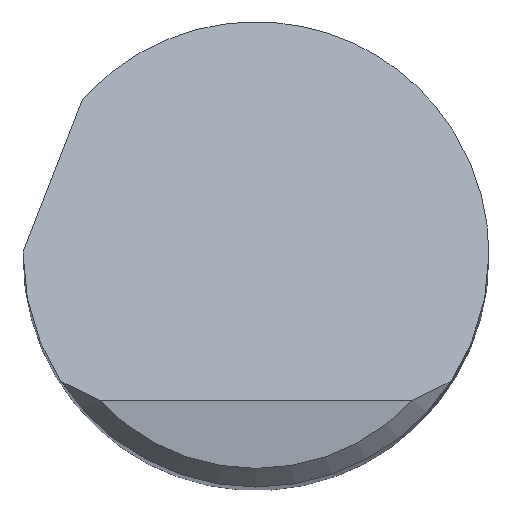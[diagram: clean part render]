
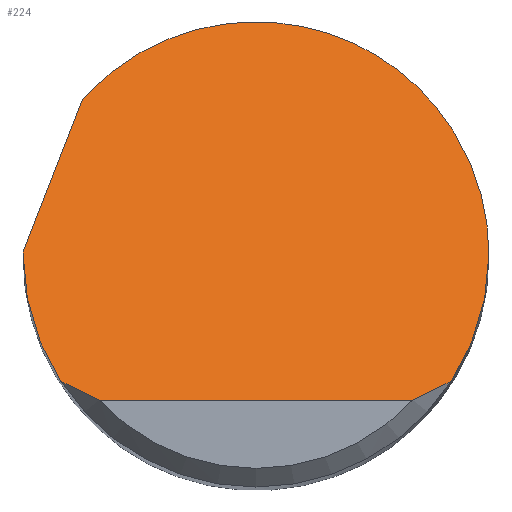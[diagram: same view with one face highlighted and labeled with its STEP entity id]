
A CAD part, top view. The second image highlights one B-rep face of the part: STEP entity #224.
In plain terms, the highlighted planar face has unit normal (0, 0.707, 0.707).
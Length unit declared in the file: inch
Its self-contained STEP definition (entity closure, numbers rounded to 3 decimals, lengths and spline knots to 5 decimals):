
#1 = CARTESIAN_POINT ( 'NONE',  ( -0.1875, 0., 1.8825 ) ) ;
#18 = B_SPLINE_CURVE_WITH_KNOTS ( 'NONE', 3,
 ( #589, #780, #716, #220 ),
 .UNSPECIFIED., .F., .F.,
 ( 4, 4 ),
 ( 0., 0.00095 ),
 .UNSPECIFIED. ) ;
#36 = CARTESIAN_POINT ( 'NONE',  ( -0.13971, 0.12505, 1.75745 ) ) ;
#48 = CARTESIAN_POINT ( 'NONE',  ( 0.157, -0.1025, 1.985 ) ) ;
#52 = CARTESIAN_POINT ( 'NONE',  ( 0.1875, -0.03666, 1.91916 ) ) ;
#64 = DIRECTION ( 'NONE',  ( 0.265, 0.682, -0.682 ) ) ;
#65 = EDGE_CURVE ( 'NONE', #202, #518, #180, .T. ) ;
#66 = DIRECTION ( 'NONE',  ( 1., 0., 0. ) ) ;
#67 = ORIENTED_EDGE ( 'NONE', *, *, #600, .F. ) ;
#75 = CARTESIAN_POINT ( 'NONE',  ( -0.13971, 0.12505, 1.75745 ) ) ;
#80 = CARTESIAN_POINT ( 'NONE',  ( -0.1369, -0.11288, 1.99538 ) ) ;
#100 = CARTESIAN_POINT ( 'NONE',  ( 0.1875, 0.20437, 1.67813 ) ) ;
#111 = CARTESIAN_POINT ( 'NONE',  ( -0.1875, 0.00133, 1.88117 ) ) ;
#120 = VERTEX_POINT ( 'NONE', #130 ) ;
#130 = CARTESIAN_POINT ( 'NONE',  ( 0.1875, 0., 1.8825 ) ) ;
#139 = ORIENTED_EDGE ( 'NONE', *, *, #65, .T. ) ;
#143 = VERTEX_POINT ( 'NONE', #570 ) ;
#173 = CARTESIAN_POINT ( 'NONE',  ( 0.157, -0.1025, 1.985 ) ) ;
#180 = LINE ( 'NONE', #373, #471 ) ;
#186 = VERTEX_POINT ( 'NONE', #75 ) ;
#202 = VERTEX_POINT ( 'NONE', #321 ) ;
#207 = CARTESIAN_POINT ( 'NONE',  ( -0.157, -0.1025, 1.985 ) ) ;
#218 = CARTESIAN_POINT ( 'NONE',  ( -0.157, -0.1025, 1.985 ) ) ;
#220 = CARTESIAN_POINT ( 'NONE',  ( 0.157, -0.1025, 1.985 ) ) ;
#224 = ADVANCED_FACE ( 'NONE', ( #590 ), #445, .F. ) ;
#269 = CARTESIAN_POINT ( 'NONE',  ( -0.17704, -0.0718, 1.9543 ) ) ;
#287 = CARTESIAN_POINT ( 'NONE',  ( -0.1875, 0., 1.8825 ) ) ;
#312 = B_SPLINE_CURVE_WITH_KNOTS ( 'NONE', 3,
 ( #218, #401, #80, #405 ),
 .UNSPECIFIED., .F., .F.,
 ( 4, 4 ),
 ( 0., 0.00095 ),
 .UNSPECIFIED. ) ;
#316 =( BOUNDED_CURVE ( )  B_SPLINE_CURVE ( 3, ( #207, #269, #524, #774 ),
 .UNSPECIFIED., .F., .F. ) 
 B_SPLINE_CURVE_WITH_KNOTS ( ( 4, 4 ),
 ( 4.13401, 4.71239 ),
 .UNSPECIFIED. ) 
 CURVE ( )  GEOMETRIC_REPRESENTATION_ITEM ( )  RATIONAL_B_SPLINE_CURVE ( ( 1., 0.972, 0.972, 1. ) ) 
 REPRESENTATION_ITEM ( '' )  );
#321 = CARTESIAN_POINT ( 'NONE',  ( -0.12629, -0.1175, 2. ) ) ;
#330 = DIRECTION ( 'NONE',  ( 0., -0.707, -0.707 ) ) ;
#334 = ORIENTED_EDGE ( 'NONE', *, *, #547, .F. ) ;
#344 = ORIENTED_EDGE ( 'NONE', *, *, #512, .T. ) ;
#347 = CARTESIAN_POINT ( 'NONE',  ( -0.1875, 0.00067, 1.88183 ) ) ;
#372 = LINE ( 'NONE', #629, #671 ) ;
#373 = CARTESIAN_POINT ( 'NONE',  ( 0., -0.1175, 2. ) ) ;
#398 =( BOUNDED_CURVE ( )  B_SPLINE_CURVE ( 3, ( #665, #52, #788, #173 ),
 .UNSPECIFIED., .F., .T. ) 
 B_SPLINE_CURVE_WITH_KNOTS ( ( 4, 4 ),
 ( 1.5708, 2.14917 ),
 .UNSPECIFIED. ) 
 CURVE ( )  GEOMETRIC_REPRESENTATION_ITEM ( )  RATIONAL_B_SPLINE_CURVE ( ( 1., 0.972, 0.972, 1. ) ) 
 REPRESENTATION_ITEM ( '' )  );
#401 = CARTESIAN_POINT ( 'NONE',  ( -0.14711, -0.10785, 1.99035 ) ) ;
#405 = CARTESIAN_POINT ( 'NONE',  ( -0.12629, -0.1175, 2. ) ) ;
#410 = CARTESIAN_POINT ( 'NONE',  ( -0.157, -0.1025, 1.985 ) ) ;
#445 = PLANE ( 'NONE',  #618 ) ;
#450 = VERTEX_POINT ( 'NONE', #1 ) ;
#454 = CARTESIAN_POINT ( 'NONE',  ( 0.1875, 0., 1.8825 ) ) ;
#471 = VECTOR ( 'NONE', #66, 39.37008 ) ;
#485 = EDGE_CURVE ( 'NONE', #143, #186, #372, .T. ) ;
#505 = ORIENTED_EDGE ( 'NONE', *, *, #720, .F. ) ;
#510 = DIRECTION ( 'NONE',  ( 0., 0.707, -0.707 ) ) ;
#511 = EDGE_CURVE ( 'NONE', #518, #631, #18, .T. ) ;
#512 = EDGE_CURVE ( 'NONE', #715, #202, #312, .T. ) ;
#518 = VERTEX_POINT ( 'NONE', #530 ) ;
#524 = CARTESIAN_POINT ( 'NONE',  ( -0.1875, -0.03666, 1.91916 ) ) ;
#530 = CARTESIAN_POINT ( 'NONE',  ( 0.12629, -0.1175, 2. ) ) ;
#547 = EDGE_CURVE ( 'NONE', #186, #120, #657, .T. ) ;
#570 = CARTESIAN_POINT ( 'NONE',  ( -0.18749, 0.002, 1.8805 ) ) ;
#589 = CARTESIAN_POINT ( 'NONE',  ( 0.12629, -0.1175, 2. ) ) ;
#590 = FACE_OUTER_BOUND ( 'NONE', #659, .T. ) ;
#600 = EDGE_CURVE ( 'NONE', #715, #450, #316, .T. ) ;
#618 = AXIS2_PLACEMENT_3D ( 'NONE', #643, #330, #510 ) ;
#625 = EDGE_CURVE ( 'NONE', #120, #631, #398, .T. ) ;
#629 = CARTESIAN_POINT ( 'NONE',  ( -0.23064, -0.10912, 1.99162 ) ) ;
#631 = VERTEX_POINT ( 'NONE', #48 ) ;
#643 = CARTESIAN_POINT ( 'NONE',  ( -0.1875, -0.1175, 2. ) ) ;
#656 = ORIENTED_EDGE ( 'NONE', *, *, #625, .F. ) ;
#657 =( BOUNDED_CURVE ( )  B_SPLINE_CURVE ( 3, ( #36, #662, #100, #454 ),
 .UNSPECIFIED., .F., .F. ) 
 B_SPLINE_CURVE_WITH_KNOTS ( ( 4, 4 ),
 ( 5.44247, 7.85398 ),
 .UNSPECIFIED. ) 
 CURVE ( )  GEOMETRIC_REPRESENTATION_ITEM ( )  RATIONAL_B_SPLINE_CURVE ( ( 1., 0.571, 0.571, 1. ) ) 
 REPRESENTATION_ITEM ( '' )  );
#659 = EDGE_LOOP ( 'NONE', ( #139, #728, #656, #334, #689, #505, #67, #344 ) ) ;
#662 = CARTESIAN_POINT ( 'NONE',  ( -0.00341, 0.27733, 1.60517 ) ) ;
#665 = CARTESIAN_POINT ( 'NONE',  ( 0.1875, 0., 1.8825 ) ) ;
#671 = VECTOR ( 'NONE', #64, 39.37008 ) ;
#682 =( BOUNDED_CURVE ( )  B_SPLINE_CURVE ( 3, ( #287, #347, #111, #797 ),
 .UNSPECIFIED., .F., .T. ) 
 B_SPLINE_CURVE_WITH_KNOTS ( ( 4, 4 ),
 ( 4.71239, 4.72306 ),
 .UNSPECIFIED. ) 
 CURVE ( )  GEOMETRIC_REPRESENTATION_ITEM ( )  RATIONAL_B_SPLINE_CURVE ( ( 1., 1., 1., 1. ) ) 
 REPRESENTATION_ITEM ( '' )  );
#689 = ORIENTED_EDGE ( 'NONE', *, *, #485, .F. ) ;
#715 = VERTEX_POINT ( 'NONE', #410 ) ;
#716 = CARTESIAN_POINT ( 'NONE',  ( 0.14711, -0.10785, 1.99035 ) ) ;
#720 = EDGE_CURVE ( 'NONE', #450, #143, #682, .T. ) ;
#728 = ORIENTED_EDGE ( 'NONE', *, *, #511, .T. ) ;
#774 = CARTESIAN_POINT ( 'NONE',  ( -0.1875, 0., 1.8825 ) ) ;
#780 = CARTESIAN_POINT ( 'NONE',  ( 0.1369, -0.11288, 1.99538 ) ) ;
#788 = CARTESIAN_POINT ( 'NONE',  ( 0.17704, -0.0718, 1.9543 ) ) ;
#797 = CARTESIAN_POINT ( 'NONE',  ( -0.18749, 0.002, 1.8805 ) ) ;
